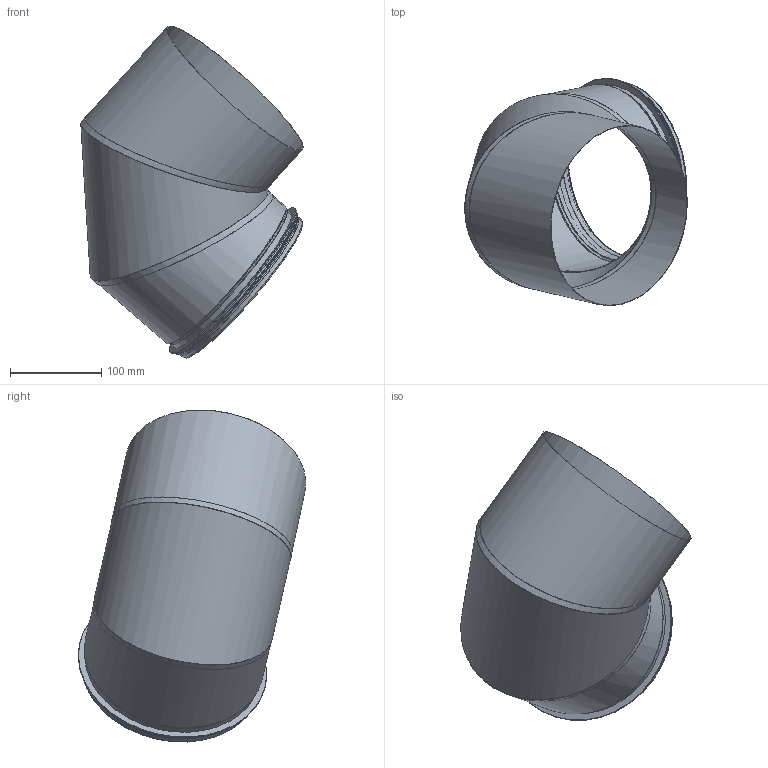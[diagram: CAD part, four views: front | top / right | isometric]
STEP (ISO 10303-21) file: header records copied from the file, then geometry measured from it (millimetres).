
FILE_DESCRIPTION((''),'2;1');
FILE_NAME('HIBKM-200.stp','2014-02-19T15:35:18',(''),(''),'Autodesk Inventor 2013','Autodesk Inventor 2013','');
FILE_SCHEMA(('AUTOMOTIVE_DESIGN { 1 2 10303 214 0 1 1 1 }'));
Length unit declared in the file: millimetre
Products named in the file (8): HIBKM-200; HIBKMRörämne-200; HIBKMSegmentMitten-200; HIBKMKant2-200; HIBKMSegmentÄnde-200; HIBKMKant1-200; HIBKSegmentÄnde_200; 999006
Assembly tree (7 placements, depth 3):
  HIBKM-200
    HIBKMRörämne-200
      HIBKMSegmentMitten-200
      HIBKMKant2-200
      HIBKMSegmentÄnde-200
      HIBKMKant1-200
      HIBKSegmentÄnde_200
    999006
Bounding box: 244.32 x 249.91 x 364.22 mm (x, y, z)
Volume: 116840 mm3; surface area: 417603 mm2
Topology: 6 solids, 6 shells, 73 faces, 136 edges, 78 vertices
Faces by surface type: plane 33, cylinder 20, torus 14, cone 6
Full cylindrical faces by diameter (mm): 193.15 x1, 194.15 x1, 195.35 x1, 197.95 x5, 198.95 x2, 199 x1, 199.35 x1, 199.5 x1, 199.85 x1, 200 x1, 200.35 x1, 200.5 x1, 200.85 x1, 204.35 x1, 209.35 x1
Entity records: 1942 total; most frequent: DIRECTION 358, CARTESIAN_POINT 274, ORIENTED_EDGE 222, AXIS2_PLACEMENT_3D 159, EDGE_CURVE 111, EDGE_LOOP 108, VERTEX_POINT 75, FACE_OUTER_BOUND 73
